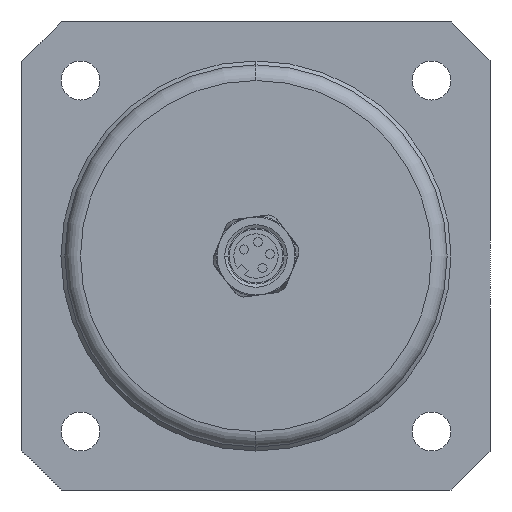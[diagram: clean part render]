
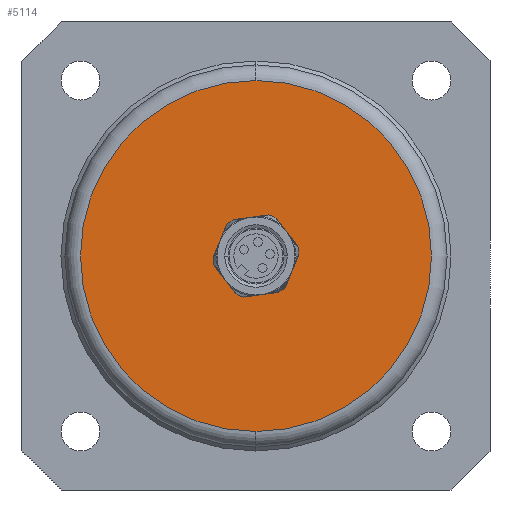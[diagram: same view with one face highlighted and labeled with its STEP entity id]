
A CAD part, left-side view. The second image highlights one B-rep face of the part: STEP entity #5114.
In plain terms, the highlighted planar face has unit normal (-1, 0, 0).
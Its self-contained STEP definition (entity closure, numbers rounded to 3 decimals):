
#301 = CIRCLE ( 'NONE', #782, 22.5 ) ;
#782 = AXIS2_PLACEMENT_3D ( 'NONE', #3124, #1535, #3407 ) ;
#874 = CARTESIAN_POINT ( 'NONE',  ( -3., 0., 0. ) ) ;
#1181 = CARTESIAN_POINT ( 'NONE',  ( -3., 0., -22.5 ) ) ;
#1382 = VERTEX_POINT ( 'NONE', #1181 ) ;
#1535 = DIRECTION ( 'NONE',  ( -1., 0., 0. ) ) ;
#1558 = CARTESIAN_POINT ( 'NONE',  ( -3., 0., 22.5 ) ) ;
#1560 = EDGE_CURVE ( 'NONE', #1780, #1382, #301, .T. ) ;
#1780 = VERTEX_POINT ( 'NONE', #1558 ) ;
#2438 = CIRCLE ( 'NONE', #4317, 22.5 ) ;
#3124 = CARTESIAN_POINT ( 'NONE',  ( -3., 0., 0. ) ) ;
#3215 = DIRECTION ( 'NONE',  ( -1., 0., 0. ) ) ;
#3319 = ORIENTED_EDGE ( 'NONE', *, *, #4047, .T. ) ;
#3407 = DIRECTION ( 'NONE',  ( 0., 0., 1. ) ) ;
#3664 = FACE_OUTER_BOUND ( 'NONE', #4599, .T. ) ;
#4047 = EDGE_CURVE ( 'NONE', #1382, #1780, #2438, .T. ) ;
#4232 = AXIS2_PLACEMENT_3D ( 'NONE', #874, #3215, #7072 ) ;
#4251 = PLANE ( 'NONE',  #4232 ) ;
#4317 = AXIS2_PLACEMENT_3D ( 'NONE', #4507, #5534, #6735 ) ;
#4507 = CARTESIAN_POINT ( 'NONE',  ( -3., 0., 0. ) ) ;
#4599 = EDGE_LOOP ( 'NONE', ( #6275, #3319 ) ) ;
#5114 = ADVANCED_FACE ( 'NONE', ( #3664 ), #4251, .T. ) ;
#5534 = DIRECTION ( 'NONE',  ( -1., 0., 0. ) ) ;
#6275 = ORIENTED_EDGE ( 'NONE', *, *, #1560, .T. ) ;
#6735 = DIRECTION ( 'NONE',  ( 0., 0., 1. ) ) ;
#7072 = DIRECTION ( 'NONE',  ( 0., 0., 1. ) ) ;
